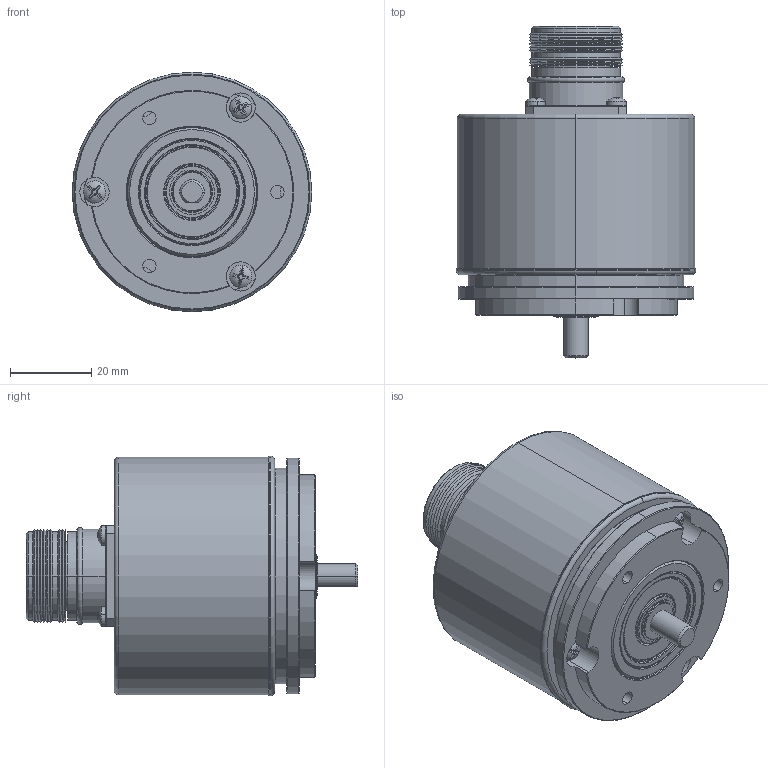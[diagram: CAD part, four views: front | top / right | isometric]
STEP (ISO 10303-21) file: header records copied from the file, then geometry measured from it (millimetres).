
FILE_DESCRIPTION (( 'STEP AP203' ), '1' );
FILE_NAME ('M024_DSM5H06_6A_03.STEP', '2018-04-06T13:04:19', ( '' ), ( '' ), 'SwSTEP 2.0', 'SolidWorks 2016', '' );
FILE_SCHEMA (( 'CONFIG_CONTROL_DESIGN' ));
Length unit declared in the file: millimetre
Products named in the file (1): M024_DSM5H06_6A_03
Bounding box: 59 x 81.7 x 59 mm (x, y, z)
Surface area: 24051.3 mm2 (no closed solid volume)
Topology: 0 solids, 22 shells, 361 faces, 992 edges, 664 vertices
Faces by surface type: plane 117, cylinder 100, cone 84, torus 60
Entity records: 11792 total; most frequent: CARTESIAN_POINT 2630, DIRECTION 2001, ORIENTED_EDGE 1683, EDGE_CURVE 992, AXIS2_PLACEMENT_3D 807, VERTEX_POINT 664, CIRCLE 445, EDGE_LOOP 410
